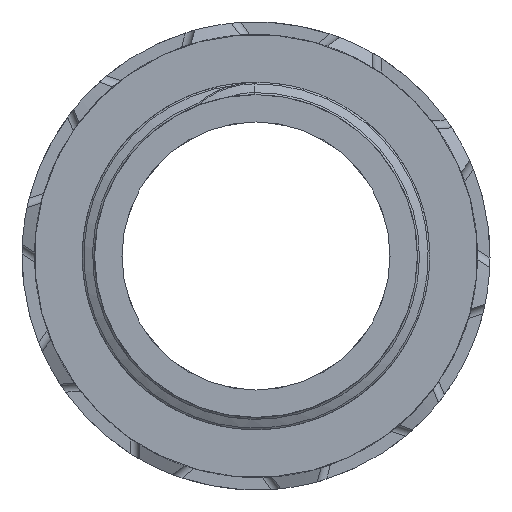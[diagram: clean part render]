
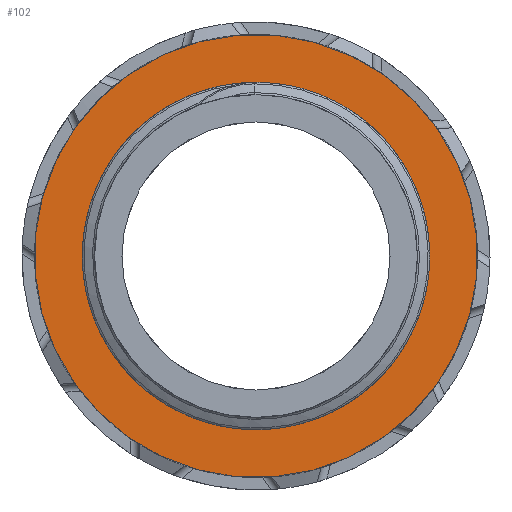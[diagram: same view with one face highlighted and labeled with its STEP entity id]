
A CAD part, left-side view. The second image highlights one B-rep face of the part: STEP entity #102.
In plain terms, the highlighted face is planar.
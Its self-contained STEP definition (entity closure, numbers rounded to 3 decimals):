
#3 = AXIS2_PLACEMENT_3D ( 'NONE', #3439, #3451, #3452 ) ;
#5 = CIRCLE ( 'NONE', #16, 26.75 ) ;
#16 = AXIS2_PLACEMENT_3D ( 'NONE', #3421, #3422, #3423 ) ;
#96 = EDGE_CURVE ( 'NONE', #10815, #10815, #5, .T. ) ;
#102 = ADVANCED_FACE ( 'NONE', ( #3448, #3444 ), #3449, .F. ) ;
#258 = CIRCLE ( 'NONE', #261, 20.85 ) ;
#261 = AXIS2_PLACEMENT_3D ( 'NONE', #5722, #5723, #5724 ) ;
#1912 = EDGE_LOOP ( 'NONE', ( #4196 ) ) ;
#1914 = EDGE_LOOP ( 'NONE', ( #4195 ) ) ;
#3421 = CARTESIAN_POINT ( 'NONE',  ( 23., 0., 0. ) ) ;
#3422 = DIRECTION ( 'NONE',  ( -1., 0., 0. ) ) ;
#3423 = DIRECTION ( 'NONE',  ( 0., 0., 1. ) ) ;
#3439 = CARTESIAN_POINT ( 'NONE',  ( 23., 0., -26.75 ) ) ;
#3444 = FACE_BOUND ( 'NONE', #1912, .T. ) ;
#3448 = FACE_OUTER_BOUND ( 'NONE', #1914, .T. ) ;
#3449 = PLANE ( 'NONE',  #3 ) ;
#3451 = DIRECTION ( 'NONE',  ( -1., 0., 0. ) ) ;
#3452 = DIRECTION ( 'NONE',  ( 0., 0., 1. ) ) ;
#4195 = ORIENTED_EDGE ( 'NONE', *, *, #96, .F. ) ;
#4196 = ORIENTED_EDGE ( 'NONE', *, *, #7427, .T. ) ;
#5722 = CARTESIAN_POINT ( 'NONE',  ( 23., 0., 0. ) ) ;
#5723 = DIRECTION ( 'NONE',  ( -1., 0., 0. ) ) ;
#5724 = DIRECTION ( 'NONE',  ( 0., 0., 1. ) ) ;
#7427 = EDGE_CURVE ( 'NONE', #10835, #10835, #258, .T. ) ;
#10806 = CARTESIAN_POINT ( 'NONE',  ( 23., 0., 26.75 ) ) ;
#10815 = VERTEX_POINT ( 'NONE', #10806 ) ;
#10835 = VERTEX_POINT ( 'NONE', #10838 ) ;
#10838 = CARTESIAN_POINT ( 'NONE',  ( 23., 0., 20.85 ) ) ;
